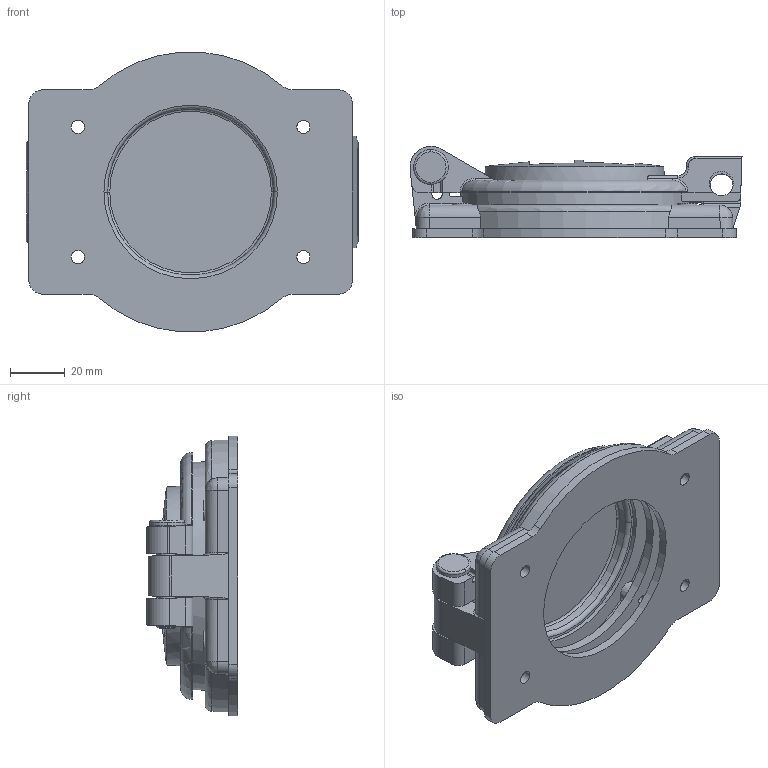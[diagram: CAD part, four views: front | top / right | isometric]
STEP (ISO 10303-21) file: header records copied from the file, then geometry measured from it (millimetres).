
FILE_DESCRIPTION (( 'STEP AP214' ), '1' );
FILE_NAME ('WP4 Assembly.STEP', '2017-04-12T17:43:31', ( '' ), ( '' ), 'SwSTEP 2.0', 'SolidWorks 2015', '' );
FILE_SCHEMA (( 'AUTOMOTIVE_DESIGN' ));
Length unit declared in the file: inch
Products named in the file (1): WP4 Assembly
Bounding box: 121.53 x 33.32 x 102.3 mm (x, y, z)
Surface area: 68274.3 mm2 (no closed solid volume)
Topology: 0 solids, 6 shells, 1706 faces, 4570 edges, 3015 vertices
Faces by surface type: plane 862, bspline 546, cylinder 181, cone 76, torus 36, sphere 5
Entity records: 82775 total; most frequent: CARTESIAN_POINT 22595, ORIENTED_EDGE 9112, DIRECTION 5639, EDGE_CURVE 4556, VERTEX_POINT 3010, LINE 2493, VECTOR 2493, EDGE_LOOP 1898
